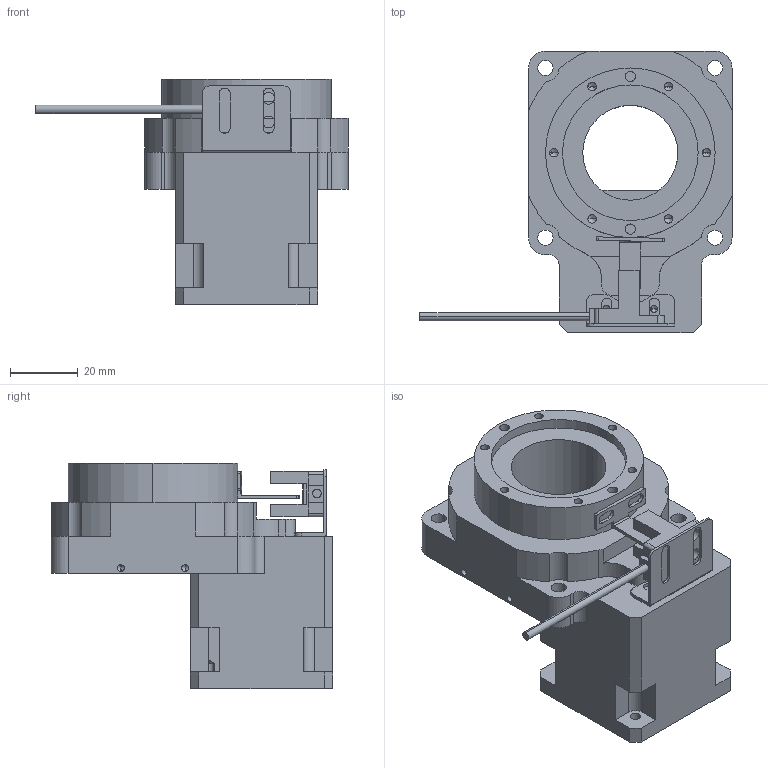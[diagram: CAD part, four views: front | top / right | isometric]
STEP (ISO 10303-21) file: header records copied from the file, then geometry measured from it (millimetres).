
FILE_DESCRIPTION (( 'STEP AP214' ), '1' );
FILE_NAME ('KTN60-5K-5-31-32-3(42²½½ø).STEP', '2022-09-08T09:16:25', ( '' ), ( '' ), 'SwSTEP 2.0', 'SolidWorks 2020', '' );
FILE_SCHEMA (( 'AUTOMOTIVE_DESIGN' ));
Length unit declared in the file: millimetre
Products named in the file (5): 覜茼ん盓殤; KTN60-5K-5-31-32-3(42祭輛); 覜茼え2; SX674; KTN60-5K-5-31-32-?3(42祭輛)
Assembly tree (4 placements, depth 2):
  KTN60-5K-5-31-32-3(42祭輛)
    KTN60-5K-5-31-32-?3(42祭輛)
    覜茼ん盓殤
    SX674
    覜茼え2
Bounding box: 92.01 x 83 x 66.5 mm (x, y, z)
Volume: 136967.7 mm3; surface area: 29573.4 mm2
Topology: 4 solids, 6 shells, 291 faces, 786 edges, 499 vertices
Faces by surface type: plane 139, cylinder 123, cone 29
Entity records: 9417 total; most frequent: DIRECTION 1604, CARTESIAN_POINT 1554, ORIENTED_EDGE 1514, EDGE_CURVE 757, AXIS2_PLACEMENT_3D 549, LINE 506, VECTOR 506, VERTEX_POINT 499
